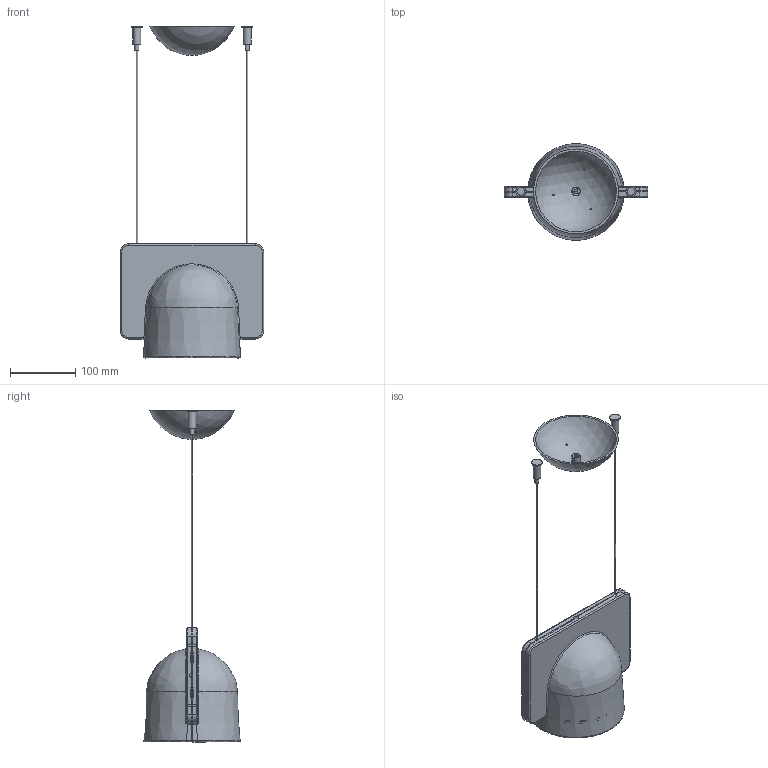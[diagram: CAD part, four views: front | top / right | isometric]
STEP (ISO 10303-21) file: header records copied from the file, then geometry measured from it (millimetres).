
FILE_DESCRIPTION((''),'2;1');
FILE_NAME('Igloo1.stp','2014-11-04T09:26:53',('RRiva'),(''),'Autodesk Inventor 2013','Autodesk Inventor 2013','');
FILE_SCHEMA(('AUTOMOTIVE_DESIGN { 1 0 10303 214 1 1 1 1 }'));
Length unit declared in the file: centimetre
Products named in the file (17): Igloo1; 003426800_ITALSTAMP_08_05_2014; 007426803 Scalfi; JIS B 1176 - Metrico M3 x 6; JIS B 1111 H - Metrico A M3 x 8 - H; 003426803; 007426811; JIS B 1111 M4x12; Washer GB/T 9074.27-1988 4; DIN EN 24035 M4; 007426805; TIRANTE ACCIAIO; TIRANTE SACLA; 003419604; 066002100_capocorda_foro_4; TIRANTE ACCIAIO_MIR5; TIRANTE SACLA_MIR3
Assembly tree (36 placements, depth 2):
  Igloo1
    003426800_ITALSTAMP_08_05_2014  x2
    007426803 Scalfi  x2
    JIS B 1176 - Metrico M3 x 6  x4
    JIS B 1111 H - Metrico A M3 x 8 - H  x8
    003426803
    007426811
    JIS B 1111 M4x12  x2
    Washer GB/T 9074.27-1988 4  x4
    DIN EN 24035 M4  x2
    007426805
    TIRANTE ACCIAIO
    TIRANTE SACLA
    003419604
    066002100_capocorda_foro_4  x4
    TIRANTE ACCIAIO_MIR5
    TIRANTE SACLA_MIR3
Bounding box: 220.01 x 147.43 x 508.4 mm (x, y, z)
Volume: 482017.8 mm3; surface area: 362106.2 mm2
Topology: 36 solids, 36 shells, 2099 faces, 5630 edges, 3733 vertices
Faces by surface type: plane 1268, cylinder 383, cone 193, bspline 127, torus 68, sphere 60
Full cylindrical faces by diameter (mm): 2 x3, 2.5 x2, 2.693 x8, 2.979 x8, 3 x12, 3.242 x2, 3.3 x2, 3.5 x12, 3.78 x4, 4 x2, 4.171 x24, 4.2 x4, 4.4 x4, 4.965 x8, 5.462 x8, 5.5 x4, 6 x7, 7.944 x8, 9.4 x2, 12 x2, 15 x1, 16 x2, 140.2 x1, 140.7 x1
Entity records: 38090 total; most frequent: CARTESIAN_POINT 12604, ORIENTED_EDGE 5106, DIRECTION 4699, EDGE_CURVE 2553, VERTEX_POINT 1750, VECTOR 1721, LINE 1721, AXIS2_PLACEMENT_3D 1489
